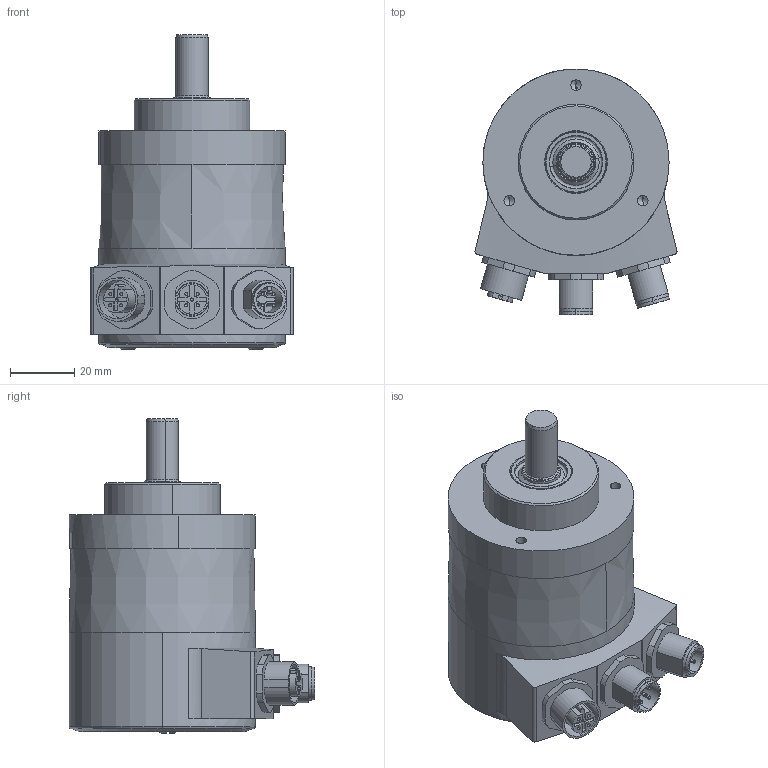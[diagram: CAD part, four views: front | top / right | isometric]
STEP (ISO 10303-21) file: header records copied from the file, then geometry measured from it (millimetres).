
FILE_DESCRIPTION((''),'2;1');
FILE_NAME('884373','2011-10-14T',('se2930'),(''),'PRO/ENGINEER BY PARAMETRIC TECHNOLOGY CORPORATION, 2010180','PRO/ENGINEER BY PARAMETRIC TECHNOLOGY CORPORATION, 2010180','');
FILE_SCHEMA(('CONFIG_CONTROL_DESIGN','SHAPE_APPEARANCE_LAYERS_GROUPS'));
Length unit declared in the file: millimetre
Products named in the file (1): 884373
Bounding box: 62.91 x 76.5 x 98 mm (x, y, z)
Volume: 77123.2 mm3; surface area: 53599.6 mm2
Topology: 28 solids, 28 shells, 990 faces, 2437 edges, 1567 vertices
Faces by surface type: plane 411, cylinder 401, cone 131, torus 38, sphere 9
Entity records: 29941 total; most frequent: CARTESIAN_POINT 5922, DIRECTION 5306, ORIENTED_EDGE 4806, EDGE_CURVE 2403, AXIS2_PLACEMENT_3D 2080, VERTEX_POINT 1567, VECTOR 1146, LINE 1146
